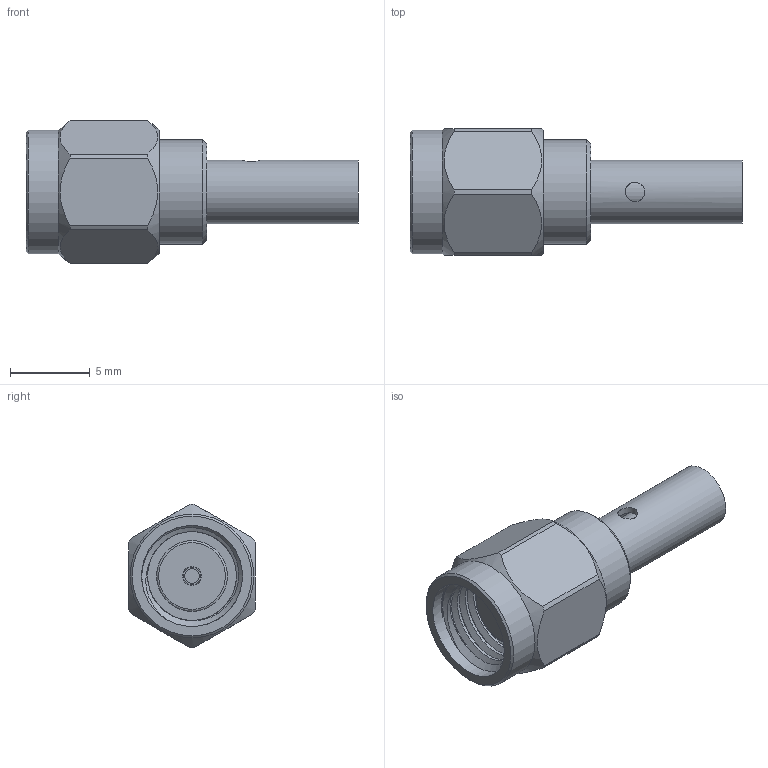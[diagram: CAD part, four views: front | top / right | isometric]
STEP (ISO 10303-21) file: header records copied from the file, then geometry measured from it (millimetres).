
FILE_DESCRIPTION (( 'STEP AP203' ), '1' );
FILE_NAME ('PE4772_3D.step', '2022-03-15T15:28:57', ( '' ), ( '' ), 'SwSTEP 2.0', 'SolidWorks 2021', '' );
FILE_SCHEMA (( 'CONFIG_CONTROL_DESIGN' ));
Length unit declared in the file: inch
Products named in the file (1): PE4772_3D
Bounding box: 20.85 x 7.94 x 8.99 mm (x, y, z)
Volume: 485.4 mm3; surface area: 900.9 mm2
Topology: 2 solids, 2 shells, 71 faces, 190 edges, 130 vertices
Faces by surface type: plane 29, cylinder 28, cone 10, bspline 4
Full cylindrical faces by diameter (mm): 0.914 x1, 1.194 x1, 1.222 x1, 1.626 x1, 2.667 x1, 3.2 x1, 4 x1, 4.445 x1, 6.35 x6, 6.562 x1, 7.07 x1, 7.762 x1
Entity records: 3570 total; most frequent: CARTESIAN_POINT 2055, ORIENTED_EDGE 322, DIRECTION 250, EDGE_CURVE 161, VERTEX_POINT 125, AXIS2_PLACEMENT_3D 111, EDGE_LOOP 94, FACE_OUTER_BOUND 78
